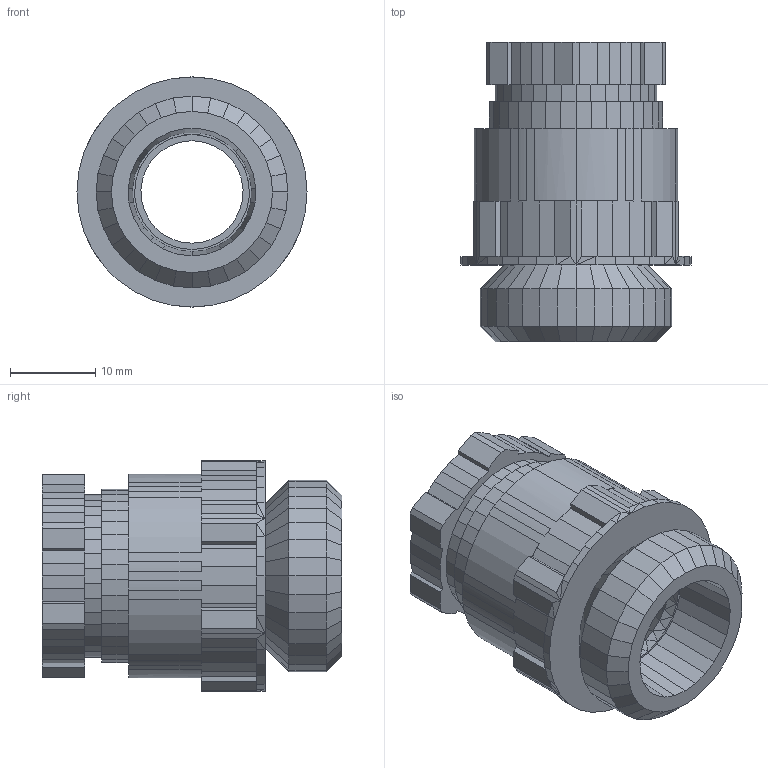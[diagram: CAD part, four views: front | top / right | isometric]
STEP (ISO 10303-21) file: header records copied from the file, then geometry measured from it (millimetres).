
FILE_DESCRIPTION (( 'STEP AP214' ), '1' );
FILE_NAME ('2036134.STP', '2020-07-21T12:29:16', ( '' ), ( '' ), 'SwSTEP 2.0', 'SolidWorks 2018', '' );
FILE_SCHEMA (( 'AUTOMOTIVE_DESIGN' ));
Length unit declared in the file: millimetre
Products named in the file (5): 2036134_4; 2036134_3; 2036134; 2036134_2
Assembly tree (4 placements, depth 2):
  2036134
    2036134_2
    2036134_3
    2036134_4
    2036134
Bounding box: 27 x 35.14 x 27 mm (x, y, z)
Volume: 8829.4 mm3; surface area: 7661.8 mm2
Topology: 4 solids, 4 shells, 821 faces, 2105 edges, 1297 vertices
Faces by surface type: plane 806, cylinder 15
Entity records: 33206 total; most frequent: CARTESIAN_POINT 4230, ORIENTED_EDGE 4210, DIRECTION 3795, EDGE_CURVE 2105, VECTOR 2071, LINE 2071, VERTEX_POINT 1297, AXIS2_PLACEMENT_3D 862
